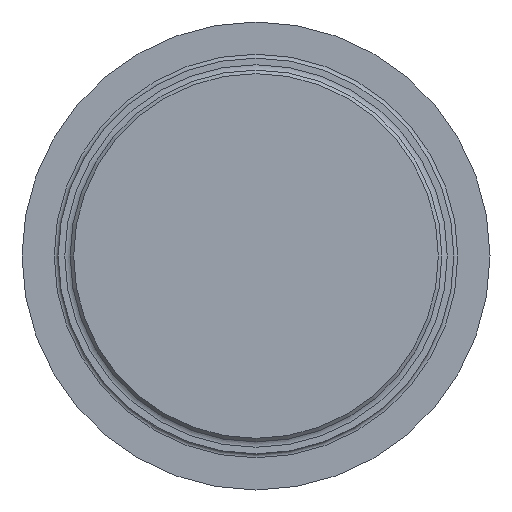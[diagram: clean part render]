
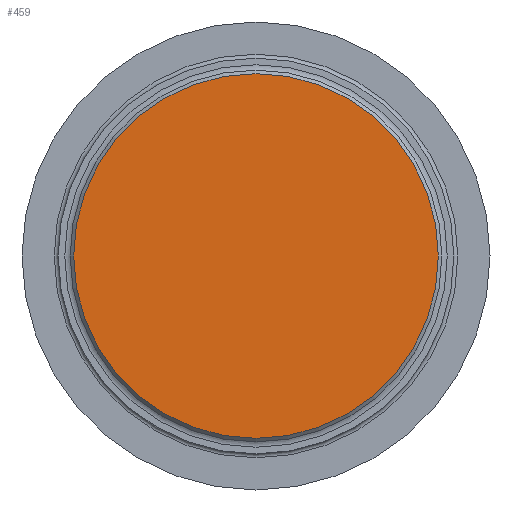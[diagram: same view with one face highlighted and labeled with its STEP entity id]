
A CAD part, front view. The second image highlights one B-rep face of the part: STEP entity #459.
In plain terms, the highlighted planar face has unit normal (0, -1, 0).
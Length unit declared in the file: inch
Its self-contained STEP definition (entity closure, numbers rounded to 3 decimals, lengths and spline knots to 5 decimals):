
#26=PLANE('',#561);
#83=FACE_OUTER_BOUND('',#112,.T.);
#112=EDGE_LOOP('',(#428,#429));
#169=CIRCLE('',#553,1.3945);
#170=CIRCLE('',#554,1.3945);
#221=VERTEX_POINT('',#873);
#222=VERTEX_POINT('',#875);
#290=EDGE_CURVE('',#221,#222,#169,.T.);
#291=EDGE_CURVE('',#222,#221,#170,.T.);
#428=ORIENTED_EDGE('',*,*,#291,.F.);
#429=ORIENTED_EDGE('',*,*,#290,.F.);
#459=ADVANCED_FACE('',(#83),#26,.F.);
#553=AXIS2_PLACEMENT_3D('',#876,#721,#722);
#554=AXIS2_PLACEMENT_3D('',#877,#723,#724);
#561=AXIS2_PLACEMENT_3D('',#884,#737,#738);
#721=DIRECTION('center_axis',(0.,1.,0.));
#722=DIRECTION('ref_axis',(0.,0.,1.));
#723=DIRECTION('center_axis',(0.,1.,0.));
#724=DIRECTION('ref_axis',(0.,0.,1.));
#737=DIRECTION('center_axis',(0.,1.,0.));
#738=DIRECTION('ref_axis',(0.,0.,1.));
#873=CARTESIAN_POINT('',(0.,-0.63,-1.3945));
#875=CARTESIAN_POINT('',(0.,-0.63,1.3945));
#876=CARTESIAN_POINT('Origin',(0.,-0.63,0.));
#877=CARTESIAN_POINT('Origin',(0.,-0.63,0.));
#884=CARTESIAN_POINT('Origin',(1.513,-0.63,0.));
